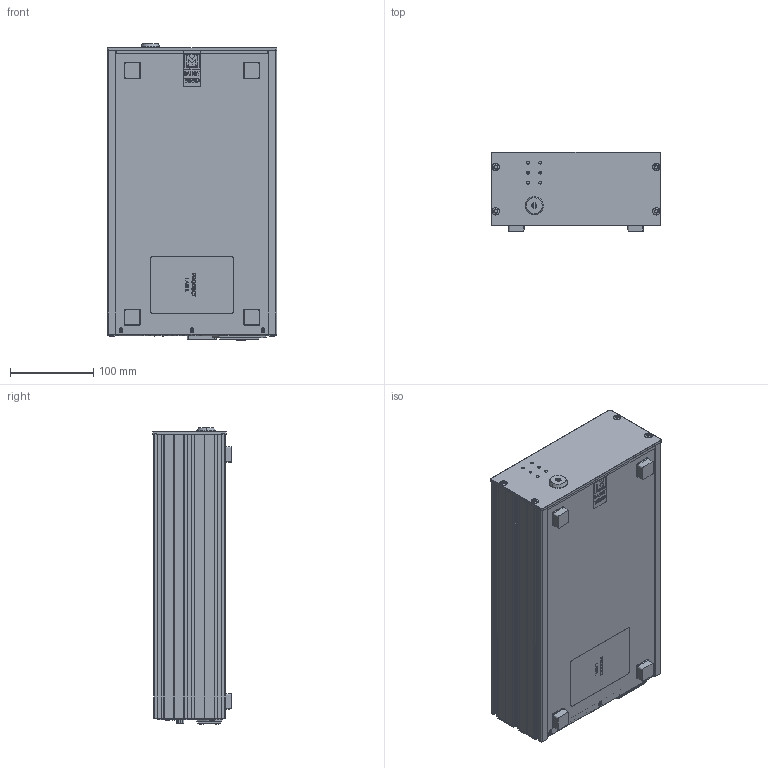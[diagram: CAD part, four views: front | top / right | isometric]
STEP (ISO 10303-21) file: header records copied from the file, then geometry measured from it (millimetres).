
FILE_DESCRIPTION (( 'STEP AP214' ), '1' );
FILE_NAME ('ICE-BLOC DCS.STEP', '2016-08-11T10:22:07', ( '' ), ( '' ), 'SwSTEP 2.0', 'SolidWorks 2015', '' );
FILE_SCHEMA (( 'AUTOMOTIVE_DESIGN' ));
Length unit declared in the file: millimetre
Products named in the file (1): ICE-BLOC DCS
Bounding box: 203.2 x 94.36 x 355.77 mm (x, y, z)
Surface area: 556988 mm2 (no closed solid volume)
Topology: 0 solids, 148 shells, 1942 faces, 8798 edges, 6721 vertices
Faces by surface type: plane 1062, cylinder 593, bspline 125, cone 100, sphere 32, torus 30
Entity records: 124268 total; most frequent: CARTESIAN_POINT 34733, DIRECTION 13264, ORIENTED_EDGE 12730, EDGE_CURVE 8794, VERTEX_POINT 6721, LINE 5830, VECTOR 5830, AXIS2_PLACEMENT_3D 3717
